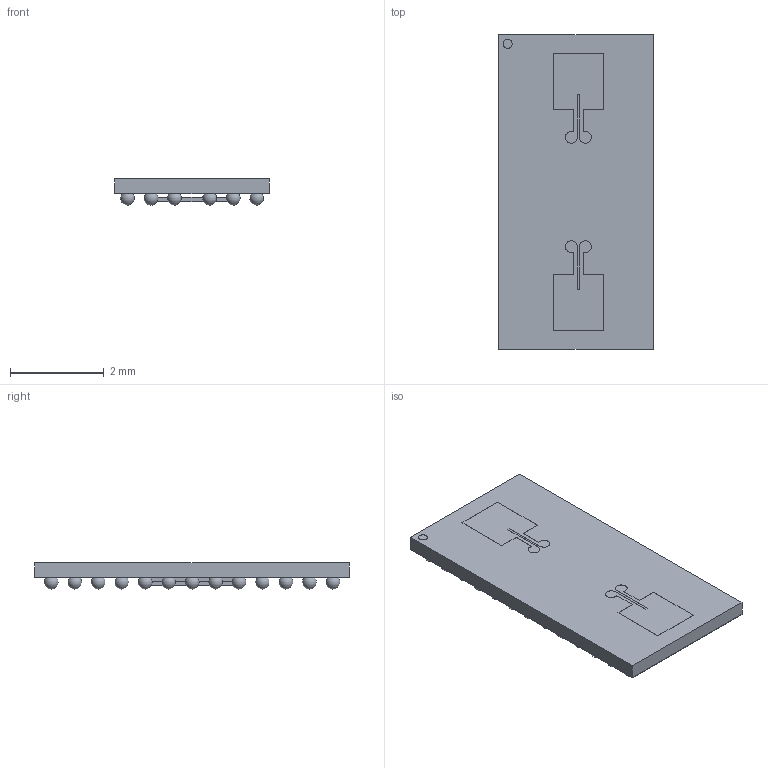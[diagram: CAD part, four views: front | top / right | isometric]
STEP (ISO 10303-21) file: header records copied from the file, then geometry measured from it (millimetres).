
FILE_DESCRIPTION(/* description */ (''),/* implementation_level */ '2;1');
FILE_NAME(/* name */ 'PG-UF2BGA-42-1_Z8B00196345_V03_3D.stp',/* time_stamp */ '2021-10-05T22:11:33+06:00',/* author */ ('janartha'),/* organization */ (''),/* preprocessor_version */ 'ST-DEVELOPER v16.13',/* originating_system */ 'AutoCAD Mechanical',/* authorisation */ '');
FILE_SCHEMA (('AUTOMOTIVE_DESIGN { 1 0 10303 214 3 1 1 }'));
Length unit declared in the file: millimetre
Products named in the file (1): Product
Bounding box: 3.3 x 6.7 x 0.56 mm (x, y, z)
Volume: 8 mm3; surface area: 122.3 mm2
Topology: 63 solids, 63 shells, 290 faces, 648 edges, 446 vertices
Faces by surface type: plane 214, sphere 42, bspline 18, cylinder 16
Full cylindrical faces by diameter (mm): 0.041 x1, 0.082 x1, 0.19 x2, 0.3 x2
Entity records: 7226 total; most frequent: CARTESIAN_POINT 1559, DIRECTION 1100, ORIENTED_EDGE 1032, EDGE_CURVE 516, LINE 406, VECTOR 406, VERTEX_POINT 362, AXIS2_PLACEMENT_3D 347
